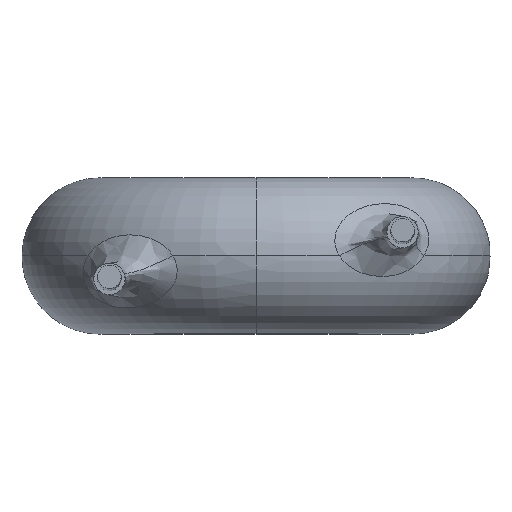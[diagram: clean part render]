
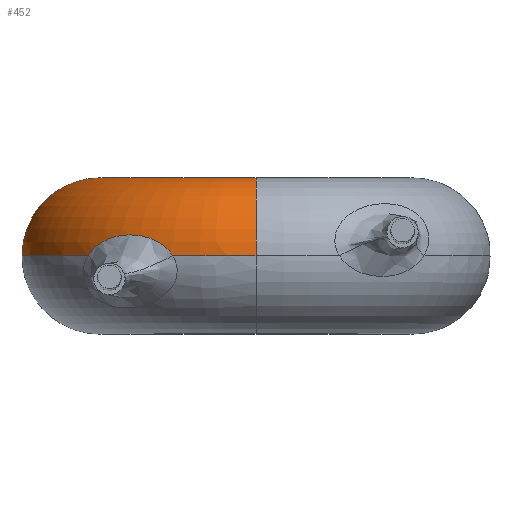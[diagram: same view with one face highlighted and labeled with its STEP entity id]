
A CAD part, top view. The second image highlights one B-rep face of the part: STEP entity #452.
In plain terms, the highlighted toroidal (fillet/blend) face has major radius 4 mm and minor radius 2 mm.
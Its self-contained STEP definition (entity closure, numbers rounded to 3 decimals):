
#23 = VERTEX_POINT ( 'NONE', #542 ) ;
#25 = ORIENTED_EDGE ( 'NONE', *, *, #758, .F. ) ;
#30 = DIRECTION ( 'NONE',  ( 0., 0., -1. ) ) ;
#48 = EDGE_CURVE ( 'NONE', #23, #69, #659, .T. ) ;
#49 = DIRECTION ( 'NONE',  ( -1., 0., 0. ) ) ;
#69 = VERTEX_POINT ( 'NONE', #881 ) ;
#73 = CARTESIAN_POINT ( 'NONE',  ( 0., 0., 0. ) ) ;
#137 = CARTESIAN_POINT ( 'NONE',  ( 0., 0., 4. ) ) ;
#158 = CARTESIAN_POINT ( 'NONE',  ( -3.044, 0.536, 5.091 ) ) ;
#168 = CARTESIAN_POINT ( 'NONE',  ( -2.13, 0., 5.609 ) ) ;
#172 = DIRECTION ( 'NONE',  ( 0., 1., 0. ) ) ;
#185 = VERTEX_POINT ( 'NONE', #903 ) ;
#191 = ORIENTED_EDGE ( 'NONE', *, *, #48, .T. ) ;
#194 = CARTESIAN_POINT ( 'NONE',  ( -4.298, 0., 4.186 ) ) ;
#201 = AXIS2_PLACEMENT_3D ( 'NONE', #137, #49, #227 ) ;
#221 = AXIS2_PLACEMENT_3D ( 'NONE', #667, #491, #894 ) ;
#227 = DIRECTION ( 'NONE',  ( 0., 0., 1. ) ) ;
#323 = CARTESIAN_POINT ( 'NONE',  ( -2.838, 0.501, 5.221 ) ) ;
#354 = DIRECTION ( 'NONE',  ( 0., -1., 0. ) ) ;
#371 = CARTESIAN_POINT ( 'NONE',  ( -4.014, 0.305, 4.431 ) ) ;
#382 = CIRCLE ( 'NONE', #992, 2. ) ;
#396 = DIRECTION ( 'NONE',  ( 0., 0., 1. ) ) ;
#452 = ADVANCED_FACE ( 'NONE', ( #563 ), #836, .T. ) ;
#458 = CIRCLE ( 'NONE', #631, 6. ) ;
#491 = DIRECTION ( 'NONE',  ( 0., 1., 0. ) ) ;
#496 = CARTESIAN_POINT ( 'NONE',  ( -2.272, 0.186, 5.546 ) ) ;
#504 = CARTESIAN_POINT ( 'NONE',  ( 0., 0., 0. ) ) ;
#506 = DIRECTION ( 'NONE',  ( 1., 0., 0. ) ) ;
#507 = CIRCLE ( 'NONE', #529, 6. ) ;
#508 = EDGE_LOOP ( 'NONE', ( #989, #1071, #732, #761, #191, #25 ) ) ;
#529 = AXIS2_PLACEMENT_3D ( 'NONE', #910, #354, #838 ) ;
#542 = CARTESIAN_POINT ( 'NONE',  ( 0., 0., 6. ) ) ;
#560 = CARTESIAN_POINT ( 'NONE',  ( -4.242, 0.092, 4.244 ) ) ;
#563 = FACE_OUTER_BOUND ( 'NONE', #508, .T. ) ;
#573 = B_SPLINE_CURVE_WITH_KNOTS ( 'NONE', 3,
 ( #1031, #560, #890, #371, #707, #872, #747, #158, #323, #658, #588, #496, #991, #168 ),
 .UNSPECIFIED., .F., .F.,
 ( 4, 2, 2, 2, 2, 2, 4 ),
 ( 0., 0., 0.001, 0.001, 0.002, 0.003, 0.003 ),
 .UNSPECIFIED. ) ;
#588 = CARTESIAN_POINT ( 'NONE',  ( -2.449, 0.323, 5.451 ) ) ;
#631 = AXIS2_PLACEMENT_3D ( 'NONE', #73, #651, #396 ) ;
#651 = DIRECTION ( 'NONE',  ( 0., -1., 0. ) ) ;
#658 = CARTESIAN_POINT ( 'NONE',  ( -2.544, 0.377, 5.396 ) ) ;
#659 = CIRCLE ( 'NONE', #201, 2. ) ;
#661 = AXIS2_PLACEMENT_3D ( 'NONE', #504, #172, #891 ) ;
#667 = CARTESIAN_POINT ( 'NONE',  ( 0., 2., 0. ) ) ;
#707 = CARTESIAN_POINT ( 'NONE',  ( -3.927, 0.359, 4.495 ) ) ;
#717 = CIRCLE ( 'NONE', #221, 4. ) ;
#732 = ORIENTED_EDGE ( 'NONE', *, *, #752, .T. ) ;
#747 = CARTESIAN_POINT ( 'NONE',  ( -3.449, 0.53, 4.828 ) ) ;
#752 = EDGE_CURVE ( 'NONE', #1063, #897, #573, .T. ) ;
#758 = EDGE_CURVE ( 'NONE', #185, #69, #717, .T. ) ;
#761 = ORIENTED_EDGE ( 'NONE', *, *, #1052, .F. ) ;
#766 = CARTESIAN_POINT ( 'NONE',  ( 0., 0., -4. ) ) ;
#818 = VERTEX_POINT ( 'NONE', #1037 ) ;
#836 = TOROIDAL_SURFACE ( 'NONE', #661, 4., 2. ) ;
#838 = DIRECTION ( 'NONE',  ( 0., 0., 1. ) ) ;
#872 = CARTESIAN_POINT ( 'NONE',  ( -3.65, 0.489, 4.693 ) ) ;
#881 = CARTESIAN_POINT ( 'NONE',  ( 0., 2., 4. ) ) ;
#890 = CARTESIAN_POINT ( 'NONE',  ( -4.171, 0.172, 4.305 ) ) ;
#891 = DIRECTION ( 'NONE',  ( 0., 0., 1. ) ) ;
#894 = DIRECTION ( 'NONE',  ( 0., 0., 1. ) ) ;
#897 = VERTEX_POINT ( 'NONE', #1034 ) ;
#903 = CARTESIAN_POINT ( 'NONE',  ( 0., 2., -4. ) ) ;
#910 = CARTESIAN_POINT ( 'NONE',  ( 0., 0., 0. ) ) ;
#941 = EDGE_CURVE ( 'NONE', #1063, #818, #458, .T. ) ;
#989 = ORIENTED_EDGE ( 'NONE', *, *, #1035, .F. ) ;
#991 = CARTESIAN_POINT ( 'NONE',  ( -2.193, 0.103, 5.585 ) ) ;
#992 = AXIS2_PLACEMENT_3D ( 'NONE', #766, #506, #30 ) ;
#1031 = CARTESIAN_POINT ( 'NONE',  ( -4.298, 0., 4.186 ) ) ;
#1034 = CARTESIAN_POINT ( 'NONE',  ( -2.13, 0., 5.609 ) ) ;
#1035 = EDGE_CURVE ( 'NONE', #818, #185, #382, .T. ) ;
#1037 = CARTESIAN_POINT ( 'NONE',  ( 0., 0., -6. ) ) ;
#1052 = EDGE_CURVE ( 'NONE', #23, #897, #507, .T. ) ;
#1063 = VERTEX_POINT ( 'NONE', #194 ) ;
#1071 = ORIENTED_EDGE ( 'NONE', *, *, #941, .F. ) ;
